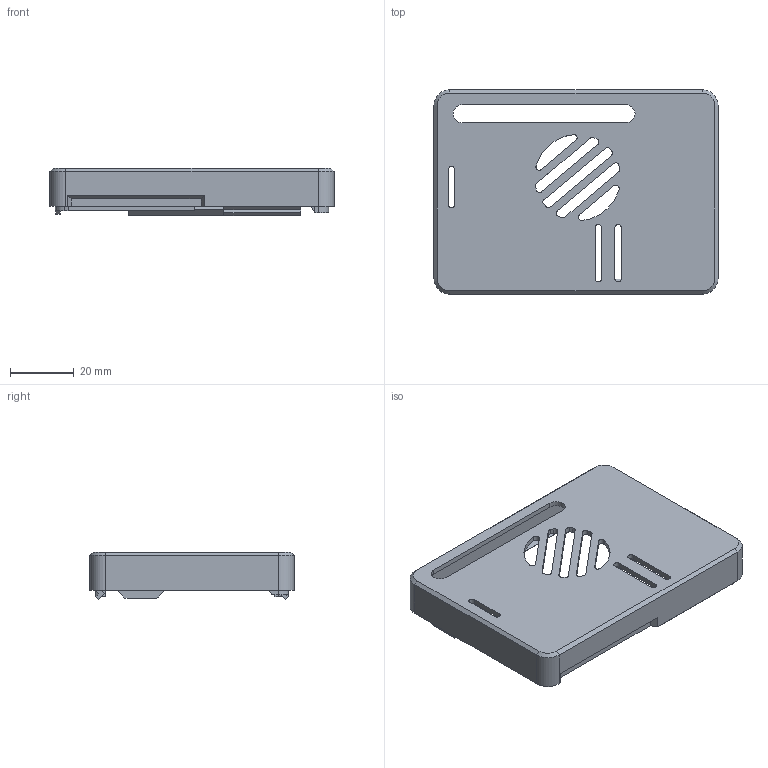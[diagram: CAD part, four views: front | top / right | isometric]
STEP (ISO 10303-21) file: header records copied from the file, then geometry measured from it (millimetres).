
FILE_DESCRIPTION(/* description */ (''),/* implementation_level */ '2;1');
FILE_NAME(/* name */ 'Top.stp',/* time_stamp */ '2024-04-18T13:08:44-07:00',/* author */ ('Eli'),/* organization */ (''),/* preprocessor_version */ 'ST-DEVELOPER v19.2',/* originating_system */ 'Autodesk Inventor 2024',/* authorisation */ '');
FILE_SCHEMA (('AUTOMOTIVE_DESIGN { 1 0 10303 214 3 1 1 }'));
Length unit declared in the file: millimetre
Products named in the file (1): Top
Bounding box: 89 x 64 x 14.92 mm (x, y, z)
Volume: 12642.5 mm3; surface area: 17158.4 mm2
Topology: 1 solids, 1 shells, 149 faces, 418 edges, 271 vertices
Faces by surface type: plane 93, cylinder 46, cone 10
Entity records: 4857 total; most frequent: CARTESIAN_POINT 839, ORIENTED_EDGE 836, DIRECTION 819, EDGE_CURVE 418, LINE 317, VECTOR 317, VERTEX_POINT 271, AXIS2_PLACEMENT_3D 251
